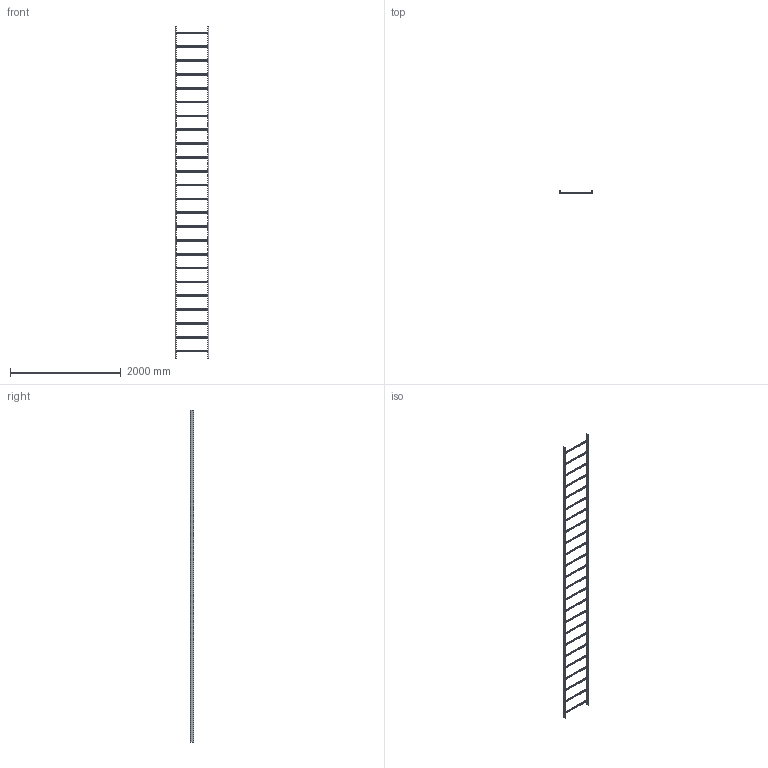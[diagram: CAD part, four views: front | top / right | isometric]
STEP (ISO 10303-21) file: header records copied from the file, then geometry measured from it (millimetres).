
FILE_DESCRIPTION (( 'STEP AP203' ), '1' );
FILE_NAME ('10-02-1218.STEP', '2013-05-02T08:44:44', ( 'asennus' ), ( '' ), 'SwSTEP 2.0', 'SolidWorks 2013', '' );
FILE_SCHEMA (( 'CONFIG_CONTROL_DESIGN' ));
Products named in the file (1): 10-02-1218
Bounding box: 600 x 60 x 6000 mm (x, y, z)
Volume: 2439073 mm3; surface area: 4931949.2 mm2
Topology: 26 solids, 26 shells, 3572 faces, 9408 edges, 5888 vertices
Faces by surface type: plane 2124, cylinder 1448
Entity records: 111359 total; most frequent: DIRECTION 19450, CARTESIAN_POINT 18869, ORIENTED_EDGE 18816, EDGE_CURVE 9408, VECTOR 6512, LINE 6512, AXIS2_PLACEMENT_3D 6469, VERTEX_POINT 5888
